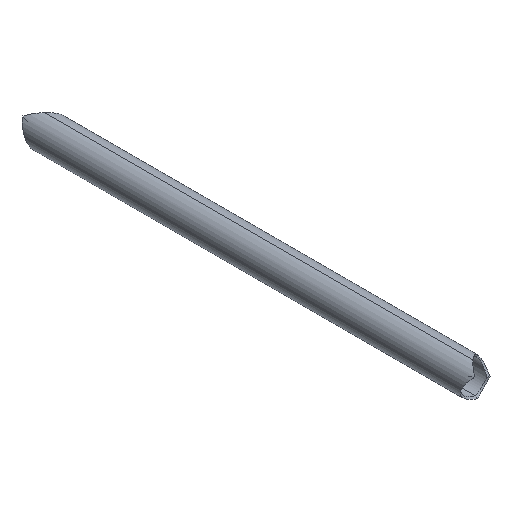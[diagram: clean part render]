
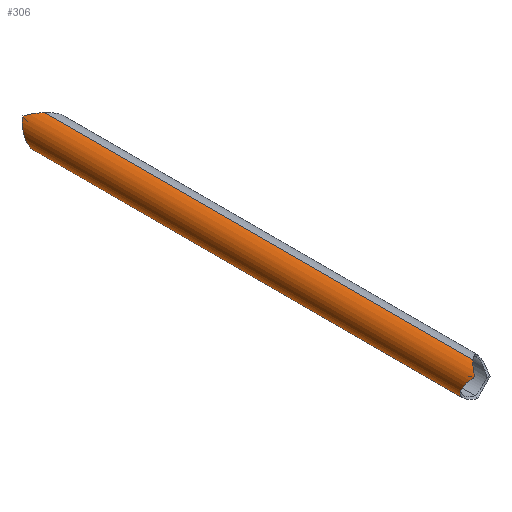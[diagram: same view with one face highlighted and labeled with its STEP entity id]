
A CAD part, isometric view. The second image highlights one B-rep face of the part: STEP entity #306.
In plain terms, the highlighted cylindrical face has radius 14 mm (diameter 28 mm), a partial arc.
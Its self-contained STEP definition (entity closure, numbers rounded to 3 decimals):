
#117=CARTESIAN_POINT('Vertex',(-2114.488,199.37,290.295)) ;
#121=CARTESIAN_POINT('Control Point',(-2113.937,200.,290.777)) ;
#122=CARTESIAN_POINT('Control Point',(-2114.091,199.828,290.649)) ;
#123=CARTESIAN_POINT('Control Point',(-2114.242,199.655,290.518)) ;
#124=CARTESIAN_POINT('Control Point',(-2114.371,199.506,290.402)) ;
#125=CARTESIAN_POINT('Control Point',(-2114.488,199.37,290.295)) ;
#126=CARTESIAN_POINT('Vertex',(-2113.937,200.,290.777)) ;
#130=CARTESIAN_POINT('Control Point',(-2113.937,200.,290.777)) ;
#131=CARTESIAN_POINT('Control Point',(-2113.802,199.797,290.888)) ;
#132=CARTESIAN_POINT('Control Point',(-2113.665,199.593,290.998)) ;
#133=CARTESIAN_POINT('Control Point',(-2113.555,199.431,291.083)) ;
#134=CARTESIAN_POINT('Control Point',(-2113.361,199.149,291.231)) ;
#135=CARTESIAN_POINT('Control Point',(-2113.164,198.866,291.374)) ;
#136=CARTESIAN_POINT('Control Point',(-2113.051,198.705,291.456)) ;
#137=CARTESIAN_POINT('Control Point',(-2112.664,198.162,291.722)) ;
#138=CARTESIAN_POINT('Control Point',(-2112.266,197.619,291.972)) ;
#139=CARTESIAN_POINT('Control Point',(-2112.012,197.281,292.123)) ;
#140=CARTESIAN_POINT('Control Point',(-2110.634,195.48,292.891)) ;
#141=CARTESIAN_POINT('Control Point',(-2109.129,193.702,293.474)) ;
#142=CARTESIAN_POINT('Control Point',(-2107.83,192.29,293.812)) ;
#143=CARTESIAN_POINT('Control Point',(-2106.45,190.917,294.)) ;
#144=CARTESIAN_POINT('Control Point',(-2105.,189.621,294.)) ;
#145=CARTESIAN_POINT('Vertex',(-2105.,189.621,294.)) ;
#181=CARTESIAN_POINT('Axis2P3D Location',(-2105.,0.,280.)) ;
#187=CARTESIAN_POINT('Control Point',(-2113.937,-200.,290.777)) ;
#188=CARTESIAN_POINT('Control Point',(-2114.091,-199.827,290.648)) ;
#189=CARTESIAN_POINT('Control Point',(-2114.243,-199.655,290.517)) ;
#190=CARTESIAN_POINT('Control Point',(-2114.372,-199.506,290.402)) ;
#191=CARTESIAN_POINT('Control Point',(-2114.488,-199.37,290.294)) ;
#192=CARTESIAN_POINT('Vertex',(-2113.937,-200.,290.777)) ;
#194=CARTESIAN_POINT('Vertex',(-2114.488,-199.37,290.295)) ;
#198=CARTESIAN_POINT('Control Point',(-2113.937,-200.,290.777)) ;
#199=CARTESIAN_POINT('Control Point',(-2113.806,-199.802,290.885)) ;
#200=CARTESIAN_POINT('Control Point',(-2113.673,-199.605,290.992)) ;
#201=CARTESIAN_POINT('Control Point',(-2113.562,-199.442,291.078)) ;
#202=CARTESIAN_POINT('Control Point',(-2113.361,-199.149,291.231)) ;
#203=CARTESIAN_POINT('Control Point',(-2113.157,-198.856,291.379)) ;
#204=CARTESIAN_POINT('Control Point',(-2113.042,-198.693,291.461)) ;
#205=CARTESIAN_POINT('Control Point',(-2112.66,-198.156,291.725)) ;
#206=CARTESIAN_POINT('Control Point',(-2112.266,-197.619,291.972)) ;
#207=CARTESIAN_POINT('Control Point',(-2112.012,-197.281,292.123)) ;
#208=CARTESIAN_POINT('Control Point',(-2110.634,-195.48,292.891)) ;
#209=CARTESIAN_POINT('Control Point',(-2109.129,-193.702,293.474)) ;
#210=CARTESIAN_POINT('Control Point',(-2107.83,-192.29,293.812)) ;
#211=CARTESIAN_POINT('Control Point',(-2106.45,-190.917,294.)) ;
#212=CARTESIAN_POINT('Control Point',(-2105.,-189.621,294.)) ;
#213=CARTESIAN_POINT('Vertex',(-2105.,-189.621,294.)) ;
#216=CARTESIAN_POINT('Line Origine',(-2105.,0.,294.)) ;
#222=CARTESIAN_POINT('Control Point',(-2114.791,200.,290.007)) ;
#223=CARTESIAN_POINT('Control Point',(-2114.702,199.813,290.094)) ;
#224=CARTESIAN_POINT('Control Point',(-2114.613,199.627,290.179)) ;
#225=CARTESIAN_POINT('Control Point',(-2114.542,199.482,290.244)) ;
#226=CARTESIAN_POINT('Control Point',(-2114.488,199.37,290.295)) ;
#227=CARTESIAN_POINT('Vertex',(-2114.791,200.,290.007)) ;
#231=CARTESIAN_POINT('Control Point',(-2114.791,200.,290.007)) ;
#232=CARTESIAN_POINT('Control Point',(-2114.936,199.865,289.865)) ;
#233=CARTESIAN_POINT('Control Point',(-2115.079,199.731,289.72)) ;
#234=CARTESIAN_POINT('Control Point',(-2115.275,199.541,289.512)) ;
#235=CARTESIAN_POINT('Control Point',(-2115.855,198.969,288.872)) ;
#236=CARTESIAN_POINT('Control Point',(-2116.386,198.4,288.187)) ;
#237=CARTESIAN_POINT('Control Point',(-2116.761,197.968,287.638)) ;
#238=CARTESIAN_POINT('Control Point',(-2117.953,196.483,285.652)) ;
#239=CARTESIAN_POINT('Control Point',(-2118.738,195.069,283.404)) ;
#240=CARTESIAN_POINT('Control Point',(-2119.065,194.119,281.689)) ;
#241=CARTESIAN_POINT('Control Point',(-2119.157,192.629,278.568)) ;
#242=CARTESIAN_POINT('Control Point',(-2118.336,191.553,275.408)) ;
#243=CARTESIAN_POINT('Control Point',(-2117.808,191.186,274.078)) ;
#244=CARTESIAN_POINT('Control Point',(-2116.48,190.714,271.701)) ;
#245=CARTESIAN_POINT('Control Point',(-2114.599,190.672,269.688)) ;
#246=CARTESIAN_POINT('Control Point',(-2113.617,190.752,268.856)) ;
#247=CARTESIAN_POINT('Control Point',(-2111.375,191.121,267.361)) ;
#248=CARTESIAN_POINT('Control Point',(-2108.916,191.866,266.455)) ;
#249=CARTESIAN_POINT('Control Point',(-2107.596,192.349,266.147)) ;
#250=CARTESIAN_POINT('Control Point',(-2106.285,192.902,266.)) ;
#251=CARTESIAN_POINT('Control Point',(-2105.,193.51,266.)) ;
#252=CARTESIAN_POINT('Vertex',(-2105.,193.51,266.)) ;
#255=CARTESIAN_POINT('Line Origine',(-2105.,0.,266.)) ;
#259=CARTESIAN_POINT('Vertex',(-2105.,-193.51,266.)) ;
#263=CARTESIAN_POINT('Control Point',(-2114.791,-200.,290.007)) ;
#264=CARTESIAN_POINT('Control Point',(-2114.934,-199.867,289.867)) ;
#265=CARTESIAN_POINT('Control Point',(-2115.075,-199.735,289.724)) ;
#266=CARTESIAN_POINT('Control Point',(-2115.28,-199.537,289.507)) ;
#267=CARTESIAN_POINT('Control Point',(-2115.857,-198.967,288.869)) ;
#268=CARTESIAN_POINT('Control Point',(-2116.386,-198.4,288.187)) ;
#269=CARTESIAN_POINT('Control Point',(-2116.761,-197.968,287.638)) ;
#270=CARTESIAN_POINT('Control Point',(-2117.953,-196.483,285.652)) ;
#271=CARTESIAN_POINT('Control Point',(-2118.738,-195.069,283.404)) ;
#272=CARTESIAN_POINT('Control Point',(-2119.065,-194.119,281.689)) ;
#273=CARTESIAN_POINT('Control Point',(-2119.157,-192.629,278.568)) ;
#274=CARTESIAN_POINT('Control Point',(-2118.336,-191.553,275.408)) ;
#275=CARTESIAN_POINT('Control Point',(-2117.808,-191.186,274.078)) ;
#276=CARTESIAN_POINT('Control Point',(-2116.48,-190.714,271.701)) ;
#277=CARTESIAN_POINT('Control Point',(-2114.599,-190.672,269.688)) ;
#278=CARTESIAN_POINT('Control Point',(-2113.617,-190.752,268.856)) ;
#279=CARTESIAN_POINT('Control Point',(-2111.375,-191.121,267.361)) ;
#280=CARTESIAN_POINT('Control Point',(-2108.916,-191.866,266.455)) ;
#281=CARTESIAN_POINT('Control Point',(-2107.596,-192.349,266.147)) ;
#282=CARTESIAN_POINT('Control Point',(-2106.285,-192.902,266.)) ;
#283=CARTESIAN_POINT('Control Point',(-2105.,-193.51,266.)) ;
#284=CARTESIAN_POINT('Vertex',(-2114.791,-200.,290.007)) ;
#288=CARTESIAN_POINT('Control Point',(-2114.791,-200.,290.007)) ;
#289=CARTESIAN_POINT('Control Point',(-2114.708,-199.826,290.088)) ;
#290=CARTESIAN_POINT('Control Point',(-2114.625,-199.652,290.168)) ;
#291=CARTESIAN_POINT('Control Point',(-2114.553,-199.503,290.235)) ;
#292=CARTESIAN_POINT('Control Point',(-2114.488,-199.37,290.295)) ;
#182=DIRECTION('Axis2P3D Direction',(0.,-1.,0.)) ;
#183=DIRECTION('Axis2P3D XDirection',(0.,0.,1.)) ;
#217=DIRECTION('Vector Direction',(0.,-1.,0.)) ;
#256=DIRECTION('Vector Direction',(0.,-1.,0.)) ;
#184=AXIS2_PLACEMENT_3D('Cylinder Axis2P3D',#181,#182,#183) ;
#295=ORIENTED_EDGE('',*,*,#196,.F.) ;
#296=ORIENTED_EDGE('',*,*,#215,.T.) ;
#297=ORIENTED_EDGE('',*,*,#220,.F.) ;
#298=ORIENTED_EDGE('',*,*,#147,.F.) ;
#299=ORIENTED_EDGE('',*,*,#128,.T.) ;
#300=ORIENTED_EDGE('',*,*,#229,.F.) ;
#301=ORIENTED_EDGE('',*,*,#254,.T.) ;
#302=ORIENTED_EDGE('',*,*,#261,.T.) ;
#303=ORIENTED_EDGE('',*,*,#286,.F.) ;
#304=ORIENTED_EDGE('',*,*,#293,.T.) ;
#218=VECTOR('Line Direction',#217,1.) ;
#257=VECTOR('Line Direction',#256,1.) ;
#306=ADVANCED_FACE('Corps principal',(#305),#185,.T.) ;
#120=B_SPLINE_CURVE_WITH_KNOTS('',4,(#121,#122,#123,#124,#125),.UNSPECIFIED.,.F.,.U.,(5,5),(0.,1.496),.UNSPECIFIED.) ;
#129=B_SPLINE_CURVE_WITH_KNOTS('',5,(#130,#131,#132,#133,#134,#135,#136,#137,#138,#139,#140,#141,#142,#143,#144),.UNSPECIFIED.,.F.,.U.,(6,3,3,3,6),(0.,1.898,3.797,6.974,20.723),.UNSPECIFIED.) ;
#186=B_SPLINE_CURVE_WITH_KNOTS('',4,(#187,#188,#189,#190,#191),.UNSPECIFIED.,.F.,.U.,(5,5),(0.,1.499),.UNSPECIFIED.) ;
#197=B_SPLINE_CURVE_WITH_KNOTS('',5,(#198,#199,#200,#201,#202,#203,#204,#205,#206,#207,#208,#209,#210,#211,#212),.UNSPECIFIED.,.F.,.U.,(6,3,3,3,6),(0.,1.844,3.687,6.865,20.614),.UNSPECIFIED.) ;
#221=B_SPLINE_CURVE_WITH_KNOTS('',4,(#222,#223,#224,#225,#226),.UNSPECIFIED.,.F.,.U.,(5,5),(0.,1.269),.UNSPECIFIED.) ;
#230=B_SPLINE_CURVE_WITH_KNOTS('',5,(#231,#232,#233,#234,#235,#236,#237,#238,#239,#240,#241,#242,#243,#244,#245,#246,#247,#248,#249,#250,#251),.UNSPECIFIED.,.F.,.U.,(6,3,3,3,3,3,6),(0.,1.726,7.323,21.153,31.444,40.463,50.516),.UNSPECIFIED.) ;
#262=B_SPLINE_CURVE_WITH_KNOTS('',5,(#263,#264,#265,#266,#267,#268,#269,#270,#271,#272,#273,#274,#275,#276,#277,#278,#279,#280,#281,#282,#283),.UNSPECIFIED.,.F.,.U.,(6,3,3,3,3,3,6),(0.,1.699,7.296,21.126,31.417,40.436,50.489),.UNSPECIFIED.) ;
#287=B_SPLINE_CURVE_WITH_KNOTS('',4,(#288,#289,#290,#291,#292),.UNSPECIFIED.,.F.,.U.,(5,5),(0.,1.184),.UNSPECIFIED.) ;
#185=CYLINDRICAL_SURFACE('generated cylinder',#184,14.) ;
#128=EDGE_CURVE('',#127,#118,#120,.T.) ;
#147=EDGE_CURVE('',#127,#146,#129,.T.) ;
#196=EDGE_CURVE('',#193,#195,#186,.T.) ;
#215=EDGE_CURVE('',#193,#214,#197,.T.) ;
#220=EDGE_CURVE('',#146,#214,#219,.T.) ;
#229=EDGE_CURVE('',#228,#118,#221,.T.) ;
#254=EDGE_CURVE('',#228,#253,#230,.T.) ;
#261=EDGE_CURVE('',#253,#260,#258,.T.) ;
#286=EDGE_CURVE('',#285,#260,#262,.T.) ;
#293=EDGE_CURVE('',#285,#195,#287,.T.) ;
#294=EDGE_LOOP('',(#295,#296,#297,#298,#299,#300,#301,#302,#303,#304)) ;
#305=FACE_OUTER_BOUND('',#294,.T.) ;
#219=LINE('Line',#216,#218) ;
#258=LINE('Line',#255,#257) ;
#118=VERTEX_POINT('',#117) ;
#127=VERTEX_POINT('',#126) ;
#146=VERTEX_POINT('',#145) ;
#193=VERTEX_POINT('',#192) ;
#195=VERTEX_POINT('',#194) ;
#214=VERTEX_POINT('',#213) ;
#228=VERTEX_POINT('',#227) ;
#253=VERTEX_POINT('',#252) ;
#260=VERTEX_POINT('',#259) ;
#285=VERTEX_POINT('',#284) ;
